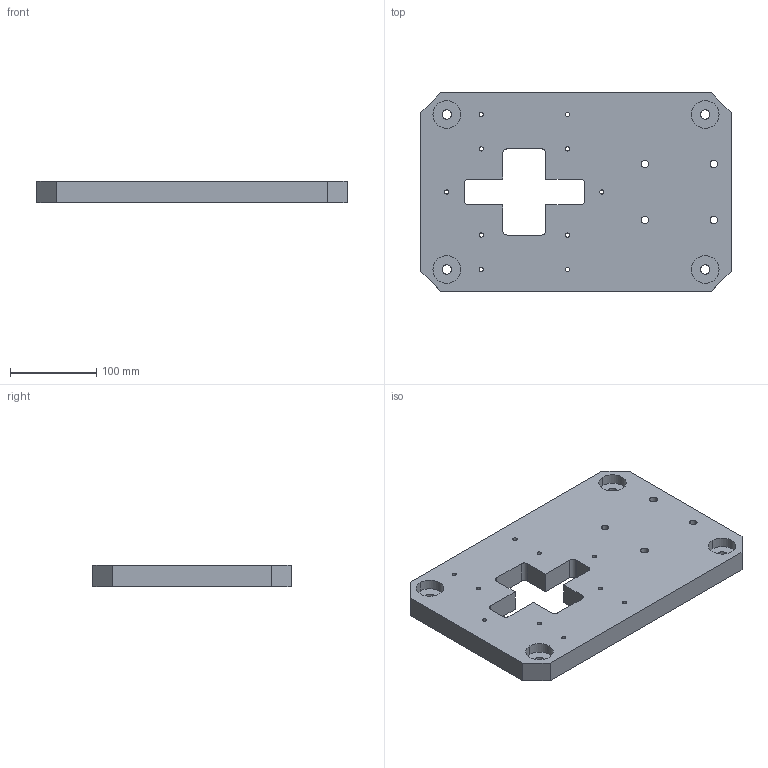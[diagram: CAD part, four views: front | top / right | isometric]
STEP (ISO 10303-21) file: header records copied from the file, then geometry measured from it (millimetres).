
FILE_DESCRIPTION((''),'2;1');
FILE_NAME('ﾎ魵瑙韃.stp','2026-02-02T21:29:48',(''),(''),'Mechanical Desktop 2009','Mechanical Desktop 2009',', , ');
FILE_SCHEMA(('CONFIG_CONTROL_DESIGN'));
Length unit declared in the file: millimetre
Products named in the file (2): ﾎﾑﾍﾎﾂﾀﾍﾈﾅ; PART1
Assembly tree (1 placements, depth 2):
  ﾎﾑﾍﾎﾂﾀﾍﾈﾅ
    PART1
Bounding box: 360 x 230 x 25 mm (x, y, z)
Volume: 1798728.9 mm3; surface area: 199658.9 mm2
Topology: 1 solids, 1 shells, 78 faces, 216 edges, 144 vertices
Faces by surface type: cylinder 52, plane 26
Entity records: 2729 total; most frequent: DIRECTION 480, CARTESIAN_POINT 440, ORIENTED_EDGE 432, EDGE_CURVE 216, AXIS2_PLACEMENT_3D 184, VERTEX_POINT 144, EDGE_LOOP 120, VECTOR 112
